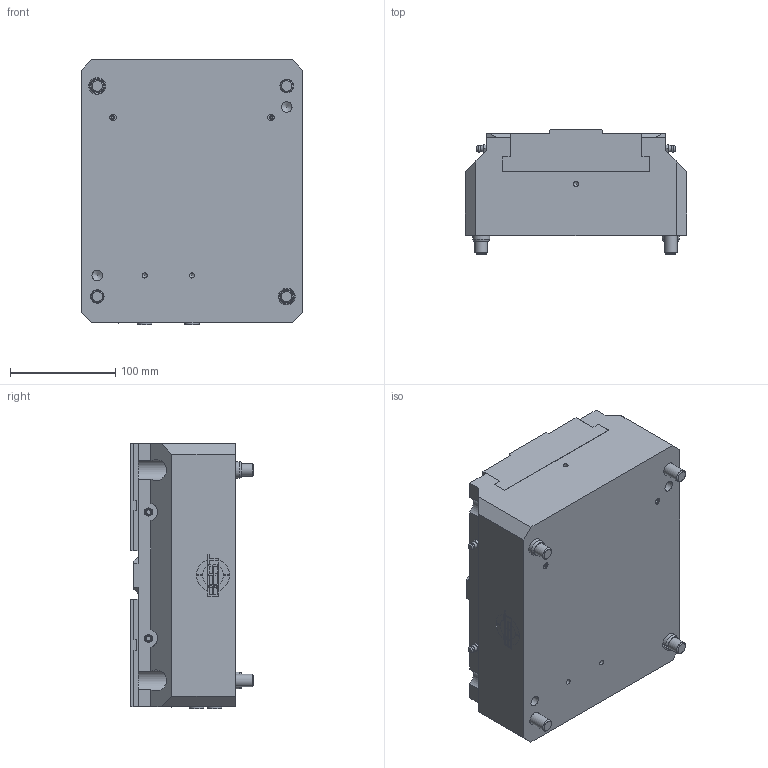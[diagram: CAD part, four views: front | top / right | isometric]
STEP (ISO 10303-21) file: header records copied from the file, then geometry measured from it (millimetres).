
FILE_DESCRIPTION((''),'2;1');
FILE_NAME('100-0250-002-Kunde.stp','2014-11-24T15:05:29',('Sigimeier'),(''),'Autodesk Inventor 2013','Autodesk Inventor 2013','');
FILE_SCHEMA(('AUTOMOTIVE_DESIGN { 1 0 10303 214 1 1 1 1 }'));
Length unit declared in the file: millimetre
Products named in the file (1): 100-0250-002-Kd
Bounding box: 210 x 117.5 x 252.54 mm (x, y, z)
Volume: 4650687.2 mm3; surface area: 256629.1 mm2
Topology: 1 solids, 7 shells, 634 faces, 1615 edges, 1011 vertices
Faces by surface type: plane 348, cylinder 153, cone 113, torus 16, sphere 4
Full cylindrical faces by diameter (mm): 3 x6, 4.917 x7, 6 x2, 8.376 x32, 8.566 x2, 10 x2, 12 x4, 13 x4, 14 x2, 16 x4, 18 x4, 20 x4
Entity records: 18001 total; most frequent: CARTESIAN_POINT 3237, DIRECTION 2912, ORIENTED_EDGE 2772, EDGE_CURVE 1386, AXIS2_PLACEMENT_3D 1031, VERTEX_POINT 936, VECTOR 850, LINE 850
